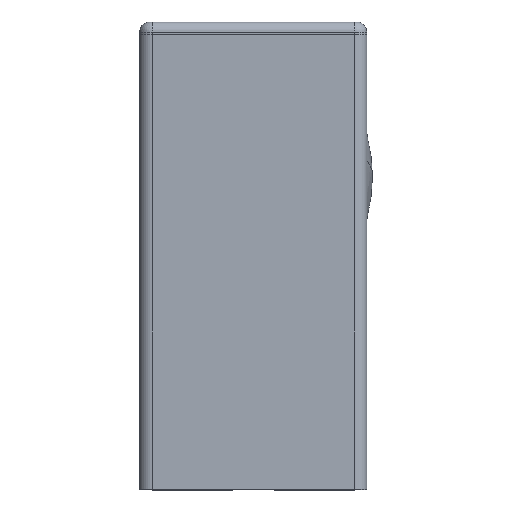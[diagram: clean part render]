
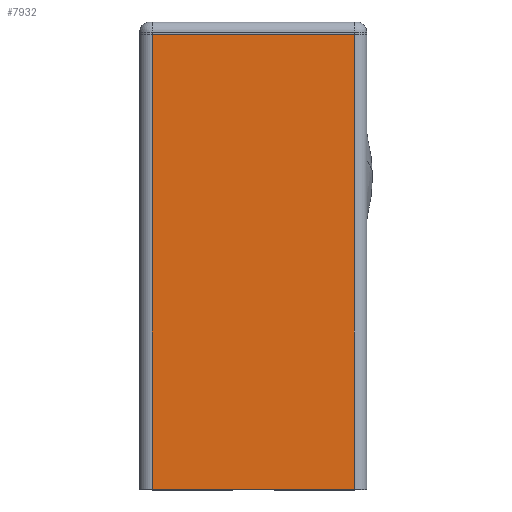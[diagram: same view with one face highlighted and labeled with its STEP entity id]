
A CAD part, top view. The second image highlights one B-rep face of the part: STEP entity #7932.
In plain terms, the highlighted planar face has unit normal (0, 0, 1).
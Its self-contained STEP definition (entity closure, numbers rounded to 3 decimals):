
#1657 = PLANE ( 'NONE',  #1668 ) ;
#1668 = AXIS2_PLACEMENT_3D ( 'NONE', #1697, #1691, #1690 ) ;
#1669 = CARTESIAN_POINT ( 'NONE',  ( -20., 0., 67.5 ) ) ;
#1680 = CARTESIAN_POINT ( 'NONE',  ( 20., 90., 67.5 ) ) ;
#1685 = LINE ( 'NONE', #1741, #1740 ) ;
#1690 = DIRECTION ( 'NONE',  ( 1., 0., 0. ) ) ;
#1691 = DIRECTION ( 'NONE',  ( 0., 0., -1. ) ) ;
#1695 = VECTOR ( 'NONE', #1704, 1000. ) ;
#1697 = CARTESIAN_POINT ( 'NONE',  ( -20., 90., 67.5 ) ) ;
#1698 = FACE_OUTER_BOUND ( 'NONE', #7979, .T. ) ;
#1699 = LINE ( 'NONE', #1705, #1695 ) ;
#1704 = DIRECTION ( 'NONE',  ( -1., 0., 0. ) ) ;
#1705 = CARTESIAN_POINT ( 'NONE',  ( -20., 90., 67.5 ) ) ;
#1739 = DIRECTION ( 'NONE',  ( 0., -1., 0. ) ) ;
#1740 = VECTOR ( 'NONE', #1739, 1000. ) ;
#1741 = CARTESIAN_POINT ( 'NONE',  ( 20., 90., 67.5 ) ) ;
#3317 = CARTESIAN_POINT ( 'NONE',  ( 20., 0., 67.5 ) ) ;
#4837 = CARTESIAN_POINT ( 'NONE',  ( -20., 0., 67.5 ) ) ;
#4883 = DIRECTION ( 'NONE',  ( -1., 0., 0. ) ) ;
#4884 = VECTOR ( 'NONE', #4883, 1000. ) ;
#4885 = LINE ( 'NONE', #4837, #4884 ) ;
#6557 = ORIENTED_EDGE ( 'NONE', *, *, #7930, .T. ) ;
#6559 = EDGE_CURVE ( 'NONE', #6583, #7917, #9882, .T. ) ;
#6583 = VERTEX_POINT ( 'NONE', #9919 ) ;
#7911 = ORIENTED_EDGE ( 'NONE', *, *, #6559, .T. ) ;
#7917 = VERTEX_POINT ( 'NONE', #1669 ) ;
#7930 = EDGE_CURVE ( 'NONE', #7962, #6583, #1699, .T. ) ;
#7932 = ADVANCED_FACE ( 'NONE', ( #1698 ), #1657, .F. ) ;
#7933 = ORIENTED_EDGE ( 'NONE', *, *, #7943, .F. ) ;
#7943 = EDGE_CURVE ( 'NONE', #7962, #10779, #1685, .T. ) ;
#7962 = VERTEX_POINT ( 'NONE', #1680 ) ;
#7979 = EDGE_LOOP ( 'NONE', ( #11430, #7933, #6557, #7911 ) ) ;
#9879 = DIRECTION ( 'NONE',  ( 0., -1., 0. ) ) ;
#9880 = VECTOR ( 'NONE', #9879, 1000. ) ;
#9881 = CARTESIAN_POINT ( 'NONE',  ( -20., 90., 67.5 ) ) ;
#9882 = LINE ( 'NONE', #9881, #9880 ) ;
#9919 = CARTESIAN_POINT ( 'NONE',  ( -20., 90., 67.5 ) ) ;
#10779 = VERTEX_POINT ( 'NONE', #3317 ) ;
#11430 = ORIENTED_EDGE ( 'NONE', *, *, #11451, .F. ) ;
#11451 = EDGE_CURVE ( 'NONE', #10779, #7917, #4885, .T. ) ;
